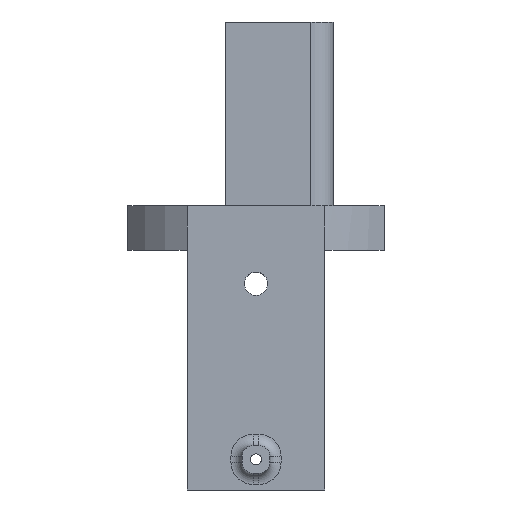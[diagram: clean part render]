
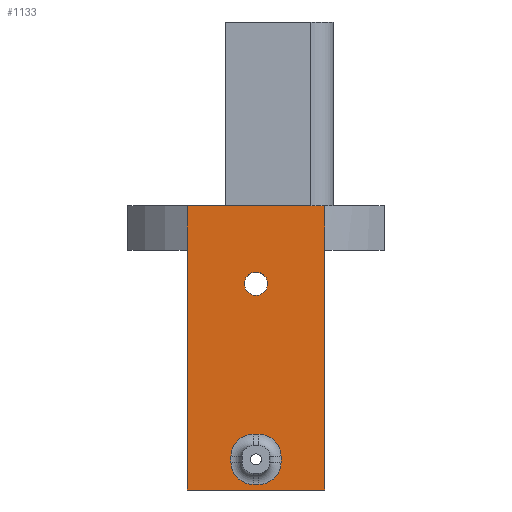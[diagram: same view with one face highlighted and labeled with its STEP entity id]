
A CAD part, left-side view. The second image highlights one B-rep face of the part: STEP entity #1133.
In plain terms, the highlighted planar face has unit normal (-1, 0, 0).
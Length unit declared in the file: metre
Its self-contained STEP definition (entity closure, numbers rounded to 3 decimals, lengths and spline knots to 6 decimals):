
#38=CIRCLE('',#1229,0.004);
#39=CIRCLE('',#1230,0.004);
#40=CIRCLE('',#1231,0.004);
#41=CIRCLE('',#1232,0.004);
#42=CIRCLE('',#1233,0.0021);
#169=ORIENTED_EDGE('',*,*,#491,.T.);
#170=ORIENTED_EDGE('',*,*,#492,.T.);
#171=ORIENTED_EDGE('',*,*,#493,.T.);
#172=ORIENTED_EDGE('',*,*,#494,.T.);
#173=ORIENTED_EDGE('',*,*,#495,.T.);
#174=ORIENTED_EDGE('',*,*,#496,.T.);
#175=ORIENTED_EDGE('',*,*,#497,.T.);
#176=ORIENTED_EDGE('',*,*,#498,.T.);
#177=ORIENTED_EDGE('',*,*,#499,.F.);
#178=ORIENTED_EDGE('',*,*,#447,.F.);
#179=ORIENTED_EDGE('',*,*,#500,.T.);
#180=ORIENTED_EDGE('',*,*,#442,.T.);
#181=ORIENTED_EDGE('',*,*,#501,.F.);
#182=ORIENTED_EDGE('',*,*,#433,.F.);
#183=ORIENTED_EDGE('',*,*,#502,.F.);
#184=ORIENTED_EDGE('',*,*,#439,.F.);
#185=ORIENTED_EDGE('',*,*,#455,.F.);
#186=ORIENTED_EDGE('',*,*,#489,.T.);
#433=EDGE_CURVE('',#597,#599,#706,.T.);
#439=EDGE_CURVE('',#604,#605,#710,.T.);
#442=EDGE_CURVE('',#607,#608,#713,.T.);
#447=EDGE_CURVE('',#611,#613,#718,.T.);
#455=EDGE_CURVE('',#619,#604,#726,.T.);
#489=EDGE_CURVE('',#619,#613,#743,.T.);
#491=EDGE_CURVE('',#646,#647,#38,.T.);
#492=EDGE_CURVE('',#647,#648,#745,.F.);
#493=EDGE_CURVE('',#648,#649,#39,.T.);
#494=EDGE_CURVE('',#649,#650,#746,.F.);
#495=EDGE_CURVE('',#650,#651,#40,.T.);
#496=EDGE_CURVE('',#651,#652,#747,.T.);
#497=EDGE_CURVE('',#652,#653,#41,.T.);
#498=EDGE_CURVE('',#653,#646,#748,.T.);
#499=EDGE_CURVE('',#654,#654,#42,.T.);
#500=EDGE_CURVE('',#611,#607,#749,.T.);
#501=EDGE_CURVE('',#599,#608,#750,.T.);
#502=EDGE_CURVE('',#605,#597,#751,.T.);
#597=VERTEX_POINT('',#1677);
#599=VERTEX_POINT('',#1680);
#604=VERTEX_POINT('',#1690);
#605=VERTEX_POINT('',#1692);
#607=VERTEX_POINT('',#1698);
#608=VERTEX_POINT('',#1699);
#611=VERTEX_POINT('',#1707);
#613=VERTEX_POINT('',#1710);
#619=VERTEX_POINT('',#1726);
#646=VERTEX_POINT('',#1813);
#647=VERTEX_POINT('',#1814);
#648=VERTEX_POINT('',#1816);
#649=VERTEX_POINT('',#1818);
#650=VERTEX_POINT('',#1820);
#651=VERTEX_POINT('',#1822);
#652=VERTEX_POINT('',#1824);
#653=VERTEX_POINT('',#1826);
#654=VERTEX_POINT('',#1829);
#706=LINE('',#1679,#814);
#710=LINE('',#1691,#818);
#713=LINE('',#1697,#821);
#718=LINE('',#1709,#826);
#726=LINE('',#1725,#834);
#743=LINE('',#1809,#851);
#745=LINE('',#1815,#853);
#746=LINE('',#1819,#854);
#747=LINE('',#1823,#855);
#748=LINE('',#1827,#856);
#749=LINE('',#1830,#857);
#750=LINE('',#1831,#858);
#751=LINE('',#1832,#859);
#814=VECTOR('',#1333,1.);
#818=VECTOR('',#1341,1.);
#821=VECTOR('',#1346,1.);
#826=VECTOR('',#1353,1.);
#834=VECTOR('',#1365,1.);
#851=VECTOR('',#1418,1.);
#853=VECTOR('',#1424,1.);
#854=VECTOR('',#1427,1.);
#855=VECTOR('',#1430,1.);
#856=VECTOR('',#1433,1.);
#857=VECTOR('',#1436,1.);
#858=VECTOR('',#1437,1.);
#859=VECTOR('',#1438,1.);
#930=EDGE_LOOP('',(#169,#170,#171,#172,#173,#174,#175,#176));
#931=EDGE_LOOP('',(#177));
#932=EDGE_LOOP('',(#178,#179,#180,#181,#182,#183,#184,#185,#186));
#1015=FACE_BOUND('',#930,.T.);
#1016=FACE_BOUND('',#931,.T.);
#1017=FACE_BOUND('',#932,.T.);
#1094=PLANE('',#1228);
#1133=ADVANCED_FACE('',(#1015,#1016,#1017),#1094,.F.);
#1228=AXIS2_PLACEMENT_3D('',#1811,#1420,#1421);
#1229=AXIS2_PLACEMENT_3D('',#1812,#1422,#1423);
#1230=AXIS2_PLACEMENT_3D('',#1817,#1425,#1426);
#1231=AXIS2_PLACEMENT_3D('',#1821,#1428,#1429);
#1232=AXIS2_PLACEMENT_3D('',#1825,#1431,#1432);
#1233=AXIS2_PLACEMENT_3D('',#1828,#1434,#1435);
#1333=DIRECTION('',(0.,-1.,0.));
#1341=DIRECTION('',(0.,-1.,0.));
#1346=DIRECTION('',(0.,0.,1.));
#1353=DIRECTION('',(0.,0.,1.));
#1365=DIRECTION('',(0.,-1.,0.));
#1418=DIRECTION('',(0.,0.,-1.));
#1420=DIRECTION('',(1.,0.,0.));
#1421=DIRECTION('',(0.,1.,0.));
#1422=DIRECTION('',(1.,0.,0.));
#1423=DIRECTION('',(0.,1.,0.));
#1424=DIRECTION('',(0.,0.,-1.));
#1425=DIRECTION('',(1.,0.,0.));
#1426=DIRECTION('',(0.,1.,0.));
#1427=DIRECTION('',(0.,1.,0.));
#1428=DIRECTION('',(1.,0.,0.));
#1429=DIRECTION('',(0.,1.,0.));
#1430=DIRECTION('',(0.,0.,-1.));
#1431=DIRECTION('',(1.,0.,0.));
#1432=DIRECTION('',(0.,1.,0.));
#1433=DIRECTION('',(0.,1.,0.));
#1434=DIRECTION('',(-1.,0.,0.));
#1435=DIRECTION('',(0.,-1.,0.));
#1436=DIRECTION('',(0.,-1.,0.));
#1437=DIRECTION('',(0.,0.,-1.));
#1438=DIRECTION('',(0.,-1.,0.));
#1677=CARTESIAN_POINT('',(-0.025,-0.011852,0.008));
#1679=CARTESIAN_POINT('',(-0.025,0.,0.008));
#1680=CARTESIAN_POINT('',(-0.025,-0.012339,0.008));
#1690=CARTESIAN_POINT('',(-0.025,0.005448,0.008));
#1691=CARTESIAN_POINT('',(-0.025,0.,0.008));
#1692=CARTESIAN_POINT('',(-0.025,0.002448,0.008));
#1697=CARTESIAN_POINT('',(-0.025,-0.012339,-0.015));
#1698=CARTESIAN_POINT('',(-0.025,-0.012339,-0.043));
#1699=CARTESIAN_POINT('',(-0.025,-0.012339,0.));
#1707=CARTESIAN_POINT('',(-0.025,0.012339,-0.043));
#1709=CARTESIAN_POINT('',(-0.025,0.012339,-0.015));
#1710=CARTESIAN_POINT('',(-0.025,0.012339,0.));
#1725=CARTESIAN_POINT('',(-0.025,0.,0.008));
#1726=CARTESIAN_POINT('',(-0.025,0.012339,0.008));
#1809=CARTESIAN_POINT('',(-0.025,0.012339,0.008));
#1811=CARTESIAN_POINT('',(-0.025,0.,0.008));
#1812=CARTESIAN_POINT('',(-0.025,0.0005,-0.038));
#1813=CARTESIAN_POINT('',(-0.025,0.0005,-0.042));
#1814=CARTESIAN_POINT('',(-0.025,0.0045,-0.038));
#1815=CARTESIAN_POINT('',(-0.025,0.0045,-0.037));
#1816=CARTESIAN_POINT('',(-0.025,0.0045,-0.037));
#1817=CARTESIAN_POINT('',(-0.025,0.0005,-0.037));
#1818=CARTESIAN_POINT('',(-0.025,0.0005,-0.033));
#1819=CARTESIAN_POINT('',(-0.025,-0.0005,-0.033));
#1820=CARTESIAN_POINT('',(-0.025,-0.0005,-0.033));
#1821=CARTESIAN_POINT('',(-0.025,-0.0005,-0.037));
#1822=CARTESIAN_POINT('',(-0.025,-0.0045,-0.037));
#1823=CARTESIAN_POINT('',(-0.025,-0.0045,0.008));
#1824=CARTESIAN_POINT('',(-0.025,-0.0045,-0.038));
#1825=CARTESIAN_POINT('',(-0.025,-0.0005,-0.038));
#1826=CARTESIAN_POINT('',(-0.025,-0.0005,-0.042));
#1827=CARTESIAN_POINT('',(-0.025,0.,-0.042));
#1828=CARTESIAN_POINT('',(-0.025,0.,-0.006));
#1829=CARTESIAN_POINT('',(-0.025,-0.0021,-0.006));
#1830=CARTESIAN_POINT('',(-0.025,0.,-0.043));
#1831=CARTESIAN_POINT('',(-0.025,-0.012339,0.008));
#1832=CARTESIAN_POINT('',(-0.025,0.,0.008));
